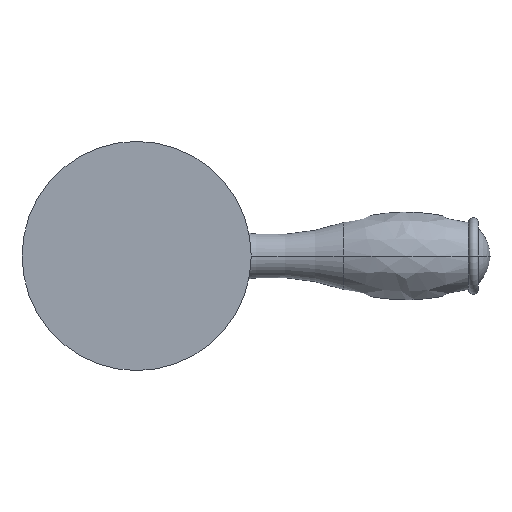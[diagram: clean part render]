
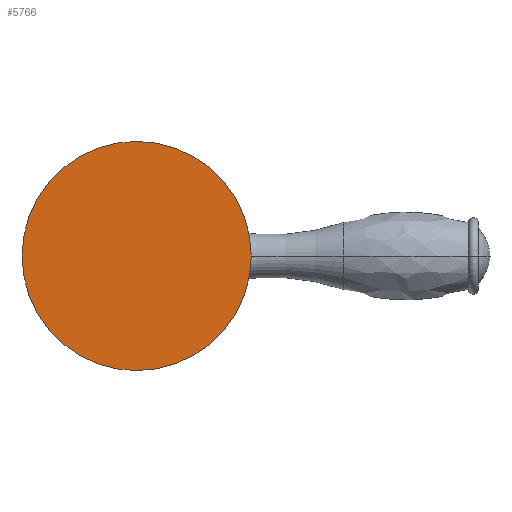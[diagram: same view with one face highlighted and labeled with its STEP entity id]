
A CAD part, front view. The second image highlights one B-rep face of the part: STEP entity #5766.
In plain terms, the highlighted planar face has unit normal (0, -1, 0).
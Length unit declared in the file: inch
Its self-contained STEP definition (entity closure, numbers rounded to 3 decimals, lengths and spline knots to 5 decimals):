
#2953=CARTESIAN_POINT('',(0.,-1.55,0.));
#2954=DIRECTION('',(0.,-1.,0.));
#2955=DIRECTION('',(0.,0.,1.));
#2956=AXIS2_PLACEMENT_3D('',#2953,#2954,#2955);
#2963=CARTESIAN_POINT('',(0.,-1.55,0.));
#2964=DIRECTION('',(0.,1.,0.));
#2965=DIRECTION('',(0.,0.,1.));
#2966=AXIS2_PLACEMENT_3D('',#2963,#2964,#2965);
#3557=CARTESIAN_POINT('',(0.,-1.55,1.1825));
#3558=CARTESIAN_POINT('',(0.,-1.55,-1.1825));
#3559=VERTEX_POINT('',#3557);
#3560=VERTEX_POINT('',#3558);
#5756=CARTESIAN_POINT('',(0.,-1.55,0.));
#5757=DIRECTION('',(0.,-1.,0.));
#5758=DIRECTION('',(0.,0.,-1.));
#5759=AXIS2_PLACEMENT_3D('',#5756,#5757,#5758);
#5760=PLANE('',#5759);
#5761=ORIENTED_EDGE('',*,*,#5746,.F.);
#5763=ORIENTED_EDGE('',*,*,#5762,.T.);
#5764=EDGE_LOOP('',(#5761,#5763));
#5765=FACE_OUTER_BOUND('',#5764,.F.);
#5766=ADVANCED_FACE('',(#5765),#5760,.T.);
#2957=CIRCLE('',#2956,1.1825);
#2967=CIRCLE('',#2966,1.1825);
#5746=EDGE_CURVE('',#3559,#3560,#2957,.T.);
#5762=EDGE_CURVE('',#3559,#3560,#2967,.T.);
